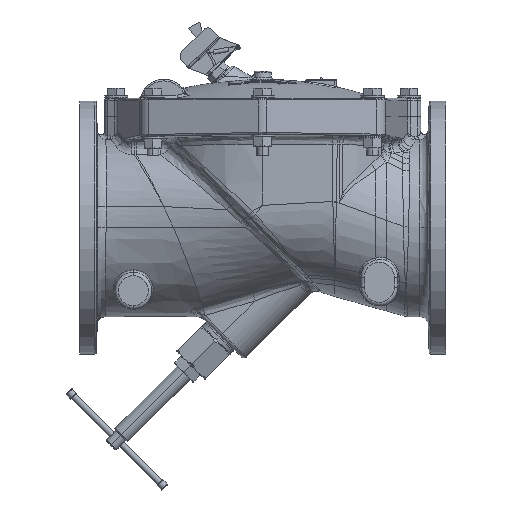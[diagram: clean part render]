
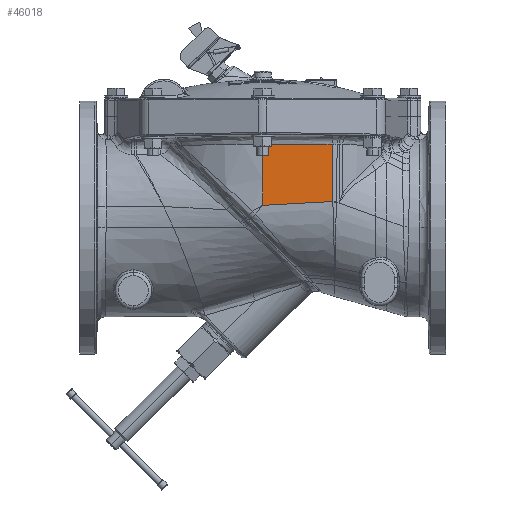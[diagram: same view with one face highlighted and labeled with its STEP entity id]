
A CAD part, top view. The second image highlights one B-rep face of the part: STEP entity #46018.
In plain terms, the highlighted free-form (B-spline) face has degree [5, 5] with [6, 6] control points.
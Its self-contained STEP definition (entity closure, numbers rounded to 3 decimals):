
#10370=CARTESIAN_POINT('',(-0.002,6.253,
9.062));
#10371=CARTESIAN_POINT('',(-0.001,6.176,
9.062));
#10372=CARTESIAN_POINT('',(-0.001,6.023,
9.062));
#10373=CARTESIAN_POINT('',(0.,5.798,
9.062));
#10374=CARTESIAN_POINT('',(0.,5.579,
9.063));
#10375=CARTESIAN_POINT('',(0.001,5.364,
9.062));
#10376=CARTESIAN_POINT('',(0.001,5.155,
9.062));
#10377=CARTESIAN_POINT('',(0.001,4.95,
9.062));
#10378=CARTESIAN_POINT('',(0.002,4.751,
9.062));
#10379=CARTESIAN_POINT('',(0.002,4.556,
9.062));
#10380=CARTESIAN_POINT('',(0.002,4.367,
9.062));
#10381=CARTESIAN_POINT('',(0.002,4.183,
9.062));
#10382=CARTESIAN_POINT('',(0.002,4.005,
9.062));
#10383=CARTESIAN_POINT('',(0.002,3.83,
9.062));
#10384=CARTESIAN_POINT('',(0.002,3.66,
9.062));
#10385=CARTESIAN_POINT('',(0.002,3.495,
9.062));
#10386=CARTESIAN_POINT('',(0.002,3.333,
9.062));
#10387=CARTESIAN_POINT('',(0.002,3.175,
9.062));
#10388=CARTESIAN_POINT('',(0.002,3.021,
9.062));
#10389=CARTESIAN_POINT('',(0.002,2.87,
9.062));
#10390=CARTESIAN_POINT('',(0.002,2.722,
9.062));
#10391=CARTESIAN_POINT('',(0.002,2.578,
9.062));
#10392=CARTESIAN_POINT('',(0.002,2.437,
9.062));
#10393=CARTESIAN_POINT('',(0.002,2.3,
9.062));
#10394=CARTESIAN_POINT('',(0.001,2.165,
9.062));
#10395=CARTESIAN_POINT('',(0.001,2.033,
9.062));
#10396=CARTESIAN_POINT('',(0.001,1.904,
9.062));
#10397=CARTESIAN_POINT('',(0.,1.777,
9.062));
#10398=CARTESIAN_POINT('',(0.,1.694,9.063));
#10399=CARTESIAN_POINT('',(0.,1.652,9.063));
#10401=CARTESIAN_POINT('',(5.204,6.253,9.062));
#10402=CARTESIAN_POINT('',(4.992,6.253,9.062));
#10403=CARTESIAN_POINT('',(4.568,6.253,9.062));
#10404=CARTESIAN_POINT('',(3.927,6.253,9.062));
#10405=CARTESIAN_POINT('',(3.284,6.253,9.062));
#10406=CARTESIAN_POINT('',(2.636,6.253,9.062));
#10407=CARTESIAN_POINT('',(1.983,6.253,9.062));
#10408=CARTESIAN_POINT('',(1.327,6.253,9.062));
#10409=CARTESIAN_POINT('',(0.665,6.253,
9.063));
#10410=CARTESIAN_POINT('',(0.221,6.253,
9.062));
#10411=CARTESIAN_POINT('',(-0.001,6.253,
9.062));
#10413=CARTESIAN_POINT('',(5.204,6.253,9.062));
#10414=CARTESIAN_POINT('',(5.206,6.073,9.062));
#10415=CARTESIAN_POINT('',(5.211,5.732,9.062));
#10416=CARTESIAN_POINT('',(5.217,5.279,9.062));
#10417=CARTESIAN_POINT('',(5.223,4.874,9.062));
#10418=CARTESIAN_POINT('',(5.228,4.508,9.062));
#10419=CARTESIAN_POINT('',(5.233,4.174,9.062));
#10420=CARTESIAN_POINT('',(5.237,3.864,9.062));
#10421=CARTESIAN_POINT('',(5.242,3.571,9.062));
#10422=CARTESIAN_POINT('',(5.246,3.288,9.062));
#10423=CARTESIAN_POINT('',(5.25,3.009,9.062));
#10424=CARTESIAN_POINT('',(5.254,2.735,9.062));
#10425=CARTESIAN_POINT('',(5.258,2.466,9.062));
#10426=CARTESIAN_POINT('',(5.262,2.2,9.062));
#10427=CARTESIAN_POINT('',(5.264,2.025,9.062));
#10428=CARTESIAN_POINT('',(5.266,1.938,9.062));
#10430=CARTESIAN_POINT('',(5.266,1.938,9.062));
#10431=CARTESIAN_POINT('',(3.511,1.842,9.062));
#10432=CARTESIAN_POINT('',(1.755,1.747,9.062));
#10433=CARTESIAN_POINT('',(0.,1.652,
9.062));
#10435=CARTESIAN_POINT('',(0.,1.652,
9.062));
#37705=VERTEX_POINT('',#10435);
#37718=VERTEX_POINT('',#10430);
#37797=VERTEX_POINT('',#10370);
#37800=VERTEX_POINT('',#10413);
#45972=CARTESIAN_POINT('',(5.406,8.75,9.063));
#45973=CARTESIAN_POINT('',(5.406,7.381,9.063));
#45974=CARTESIAN_POINT('',(5.406,6.034,9.062));
#45975=CARTESIAN_POINT('',(5.406,4.709,9.062));
#45976=CARTESIAN_POINT('',(5.406,3.331,9.062));
#45977=CARTESIAN_POINT('',(5.406,1.901,9.062));
#45978=CARTESIAN_POINT('',(2.484,8.735,9.063));
#45979=CARTESIAN_POINT('',(2.771,7.353,9.063));
#45980=CARTESIAN_POINT('',(3.062,5.983,9.062));
#45981=CARTESIAN_POINT('',(3.359,4.628,9.062));
#45982=CARTESIAN_POINT('',(3.644,3.24,9.062));
#45983=CARTESIAN_POINT('',(3.919,1.821,9.062));
#45984=CARTESIAN_POINT('',(-0.439,8.721,9.063));
#45985=CARTESIAN_POINT('',(0.136,7.325,
9.063));
#45986=CARTESIAN_POINT('',(0.719,5.933,
9.062));
#45987=CARTESIAN_POINT('',(1.311,4.546,9.062));
#45988=CARTESIAN_POINT('',(1.882,3.148,9.062));
#45989=CARTESIAN_POINT('',(2.433,1.74,9.062));
#45990=CARTESIAN_POINT('',(-3.361,8.706,9.063));
#45991=CARTESIAN_POINT('',(-2.499,7.297,
9.063));
#45992=CARTESIAN_POINT('',(-1.624,5.883,
9.062));
#45993=CARTESIAN_POINT('',(-0.736,4.465,
9.062));
#45994=CARTESIAN_POINT('',(0.121,3.057,
9.062));
#45995=CARTESIAN_POINT('',(0.947,1.659,
9.062));
#45996=CARTESIAN_POINT('',(-6.283,8.691,9.063));
#45997=CARTESIAN_POINT('',(-5.134,7.269,
9.063));
#45998=CARTESIAN_POINT('',(-3.968,5.833,
9.062));
#45999=CARTESIAN_POINT('',(-2.783,4.383,
9.062));
#46000=CARTESIAN_POINT('',(-1.641,2.966,
9.062));
#46001=CARTESIAN_POINT('',(-0.54,1.579,
9.062));
#46002=CARTESIAN_POINT('',(-9.205,8.677,9.063));
#46003=CARTESIAN_POINT('',(-7.769,7.241,9.063));
#46004=CARTESIAN_POINT('',(-6.311,5.782,
9.062));
#46005=CARTESIAN_POINT('',(-4.83,4.302,
9.062));
#46006=CARTESIAN_POINT('',(-3.403,2.874,
9.062));
#46007=CARTESIAN_POINT('',(-2.026,1.498,
9.062));
#46008=B_SPLINE_SURFACE_WITH_KNOTS('',5,5,((#45972,#45973,#45974,#45975,#45976,
#45977),(#45978,#45979,#45980,#45981,#45982,#45983),(#45984,#45985,#45986,
#45987,#45988,#45989),(#45990,#45991,#45992,#45993,#45994,#45995),(#45996,
#45997,#45998,#45999,#46000,#46001),(#46002,#46003,#46004,#46005,#46006,
#46007)),.UNSPECIFIED.,.F.,.F.,.F.,(6,6),(6,6),(0.,1.),(0.,
0.191),.UNSPECIFIED.);
#46010=ORIENTED_EDGE('',*,*,#46009,.F.);
#46012=ORIENTED_EDGE('',*,*,#46011,.F.);
#46014=ORIENTED_EDGE('',*,*,#46013,.T.);
#46015=ORIENTED_EDGE('',*,*,#45952,.T.);
#46016=EDGE_LOOP('',(#46010,#46012,#46014,#46015));
#46017=FACE_OUTER_BOUND('',#46016,.F.);
#10400=B_SPLINE_CURVE_WITH_KNOTS('',3,(#10370,#10371,#10372,#10373,#10374,
#10375,#10376,#10377,#10378,#10379,#10380,#10381,#10382,#10383,#10384,#10385,
#10386,#10387,#10388,#10389,#10390,#10391,#10392,#10393,#10394,#10395,#10396,
#10397,#10398,#10399),.UNSPECIFIED.,.F.,.F.,(4,1,1,1,1,1,1,1,1,1,1,1,1,1,1,1,1,
1,1,1,1,1,1,1,1,1,1,4),(0.,0.037,0.074,
0.111,0.148,0.185,0.222,
0.259,0.296,0.333,0.37,
0.407,0.444,0.481,0.519,
0.556,0.593,0.63,0.667,
0.704,0.741,0.778,0.815,
0.852,0.889,0.926,0.963,1.),
.UNSPECIFIED.);
#10412=B_SPLINE_CURVE_WITH_KNOTS('',3,(#10401,#10402,#10403,#10404,#10405,
#10406,#10407,#10408,#10409,#10410,#10411),.UNSPECIFIED.,.F.,.F.,(4,1,1,1,1,1,1,
1,4),(0.,0.125,0.25,0.375,0.5,0.625,0.75,0.875,1.),
.UNSPECIFIED.);
#10429=B_SPLINE_CURVE_WITH_KNOTS('',3,(#10413,#10414,#10415,#10416,#10417,
#10418,#10419,#10420,#10421,#10422,#10423,#10424,#10425,#10426,#10427,#10428),
.UNSPECIFIED.,.F.,.F.,(4,1,1,1,1,1,1,1,1,1,1,1,1,4),(0.,0.077,
0.154,0.231,0.308,0.385,
0.462,0.538,0.615,0.692,
0.769,0.846,0.923,1.),.UNSPECIFIED.);
#10434=B_SPLINE_CURVE_WITH_KNOTS('',3,(#10430,#10431,#10432,#10433),
.UNSPECIFIED.,.F.,.F.,(4,4),(0.,1.),.UNSPECIFIED.);
#45952=EDGE_CURVE('',#37718,#37705,#10434,.T.);
#46009=EDGE_CURVE('',#37797,#37705,#10400,.T.);
#46011=EDGE_CURVE('',#37800,#37797,#10412,.T.);
#46013=EDGE_CURVE('',#37800,#37718,#10429,.T.);
#46018=ADVANCED_FACE('',(#46017),#46008,.T.);
